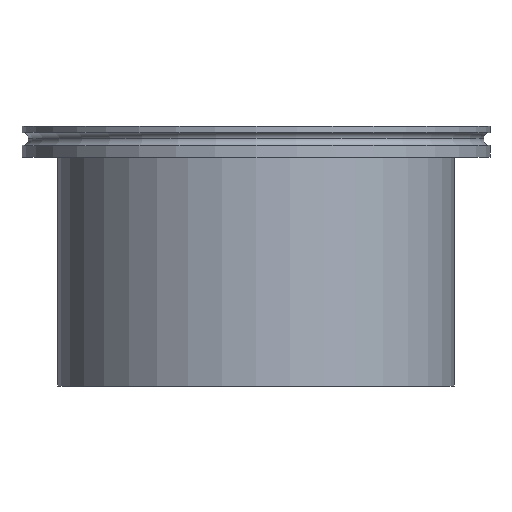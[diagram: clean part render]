
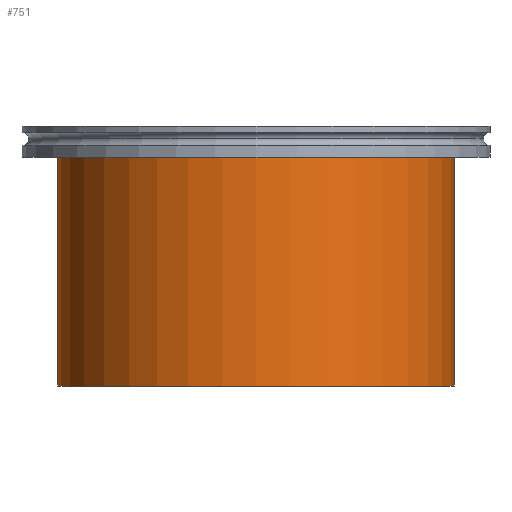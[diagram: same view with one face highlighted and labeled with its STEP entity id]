
A CAD part, front view. The second image highlights one B-rep face of the part: STEP entity #751.
In plain terms, the highlighted cylindrical face has radius 76.2 mm (diameter 152.4 mm), a partial arc.
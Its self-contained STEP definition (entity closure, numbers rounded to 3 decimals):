
#118 = LINE ( 'NONE', #160, #760 ) ;
#126 = DIRECTION ( 'NONE',  ( 0., 0., 1. ) ) ;
#131 = CARTESIAN_POINT ( 'NONE',  ( 0., 0., -107. ) ) ;
#160 = CARTESIAN_POINT ( 'NONE',  ( 76.2, 0., -107. ) ) ;
#189 = CARTESIAN_POINT ( 'NONE',  ( -76.2, 0., -7. ) ) ;
#231 = ORIENTED_EDGE ( 'NONE', *, *, #232, .T. ) ;
#232 = EDGE_CURVE ( 'NONE', #262, #627, #118, .T. ) ;
#262 = VERTEX_POINT ( 'NONE', #356 ) ;
#356 = CARTESIAN_POINT ( 'NONE',  ( 76.2, 0., -100. ) ) ;
#386 = CARTESIAN_POINT ( 'NONE',  ( -76.2, 0., -107. ) ) ;
#394 = DIRECTION ( 'NONE',  ( 0., 0., 1. ) ) ;
#421 = CARTESIAN_POINT ( 'NONE',  ( 0., 0., -100. ) ) ;
#455 = VECTOR ( 'NONE', #126, 1000. ) ;
#475 = DIRECTION ( 'NONE',  ( 0., 0., 1. ) ) ;
#498 = VERTEX_POINT ( 'NONE', #189 ) ;
#530 = EDGE_CURVE ( 'NONE', #262, #869, #973, .T. ) ;
#531 = AXIS2_PLACEMENT_3D ( 'NONE', #131, #394, #764 ) ;
#550 = ORIENTED_EDGE ( 'NONE', *, *, #530, .F. ) ;
#627 = VERTEX_POINT ( 'NONE', #951 ) ;
#679 = FACE_OUTER_BOUND ( 'NONE', #842, .T. ) ;
#739 = LINE ( 'NONE', #386, #455 ) ;
#747 = CARTESIAN_POINT ( 'NONE',  ( -76.2, 0., -100. ) ) ;
#751 = ADVANCED_FACE ( 'NONE', ( #679 ), #803, .T. ) ;
#760 = VECTOR ( 'NONE', #907, 1000. ) ;
#764 = DIRECTION ( 'NONE',  ( 1., 0., 0. ) ) ;
#803 = CYLINDRICAL_SURFACE ( 'NONE', #531, 76.2 ) ;
#810 = EDGE_CURVE ( 'NONE', #869, #498, #739, .T. ) ;
#837 = EDGE_CURVE ( 'NONE', #498, #627, #944, .T. ) ;
#842 = EDGE_LOOP ( 'NONE', ( #970, #550, #231, #1154 ) ) ;
#869 = VERTEX_POINT ( 'NONE', #747 ) ;
#900 = AXIS2_PLACEMENT_3D ( 'NONE', #937, #475, #1018 ) ;
#907 = DIRECTION ( 'NONE',  ( 0., 0., 1. ) ) ;
#937 = CARTESIAN_POINT ( 'NONE',  ( 0., 0., -7. ) ) ;
#944 = CIRCLE ( 'NONE', #900, 76.2 ) ;
#951 = CARTESIAN_POINT ( 'NONE',  ( 76.2, 0., -7. ) ) ;
#966 = DIRECTION ( 'NONE',  ( 1., 0., 0. ) ) ;
#970 = ORIENTED_EDGE ( 'NONE', *, *, #810, .F. ) ;
#973 = CIRCLE ( 'NONE', #1029, 76.2 ) ;
#1018 = DIRECTION ( 'NONE',  ( 1., 0., 0. ) ) ;
#1029 = AXIS2_PLACEMENT_3D ( 'NONE', #421, #1143, #966 ) ;
#1143 = DIRECTION ( 'NONE',  ( 0., 0., -1. ) ) ;
#1154 = ORIENTED_EDGE ( 'NONE', *, *, #837, .F. ) ;
